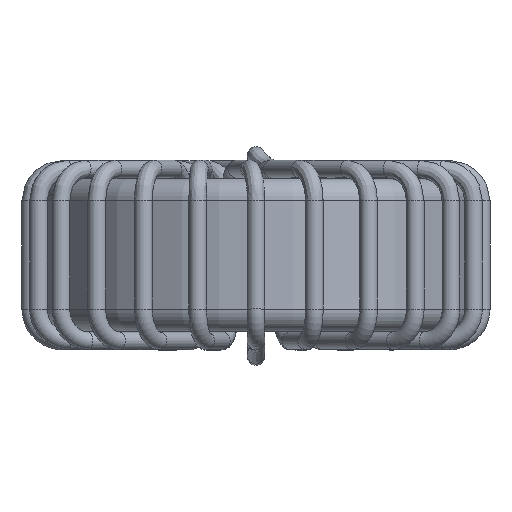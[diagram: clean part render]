
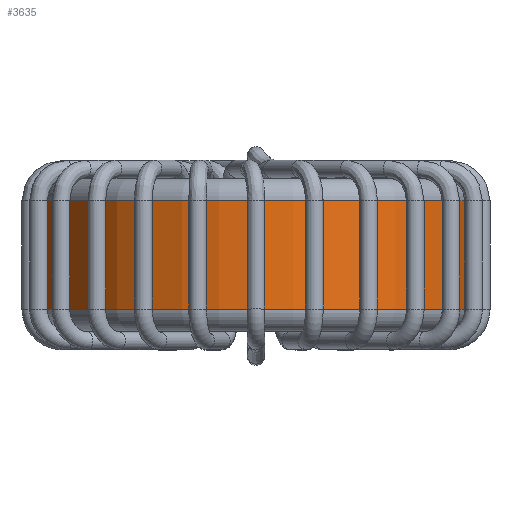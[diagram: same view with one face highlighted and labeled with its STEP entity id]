
A CAD part, top view. The second image highlights one B-rep face of the part: STEP entity #3635.
In plain terms, the highlighted cylindrical face has radius 4.865 mm (diameter 9.73 mm), a full revolution.
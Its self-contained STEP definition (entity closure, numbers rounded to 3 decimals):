
#325=CIRCLE('',#3990,4.865);
#326=CIRCLE('',#3991,4.865);
#717=ORIENTED_EDGE('',*,*,#925,.T.);
#718=ORIENTED_EDGE('',*,*,#926,.T.);
#925=EDGE_CURVE('',#1125,#1125,#325,.T.);
#926=EDGE_CURVE('',#1126,#1126,#326,.T.);
#1125=VERTEX_POINT('',#8081);
#1126=VERTEX_POINT('',#8083);
#1519=EDGE_LOOP('',(#717));
#1520=EDGE_LOOP('',(#718));
#1919=FACE_BOUND('',#1519,.T.);
#1920=FACE_BOUND('',#1520,.T.);
#2030=CYLINDRICAL_SURFACE('',#3989,4.865);
#3635=ADVANCED_FACE('',(#1919,#1920),#2030,.T.);
#3989=AXIS2_PLACEMENT_3D('',#8079,#4678,#4679);
#3990=AXIS2_PLACEMENT_3D('',#8080,#4680,#4681);
#3991=AXIS2_PLACEMENT_3D('',#8082,#4682,#4683);
#4678=DIRECTION('',(0.,-1.,0.));
#4679=DIRECTION('',(0.,0.,-1.));
#4680=DIRECTION('',(0.,1.,0.));
#4681=DIRECTION('',(0.,0.,1.));
#4682=DIRECTION('',(0.,-1.,0.));
#4683=DIRECTION('',(0.,0.,-1.));
#8079=CARTESIAN_POINT('',(0.,0.,0.));
#8080=CARTESIAN_POINT('',(0.,-1.225,0.));
#8081=CARTESIAN_POINT('',(0.,-1.225,4.865));
#8082=CARTESIAN_POINT('',(0.,1.225,0.));
#8083=CARTESIAN_POINT('',(0.,1.225,-4.865));
